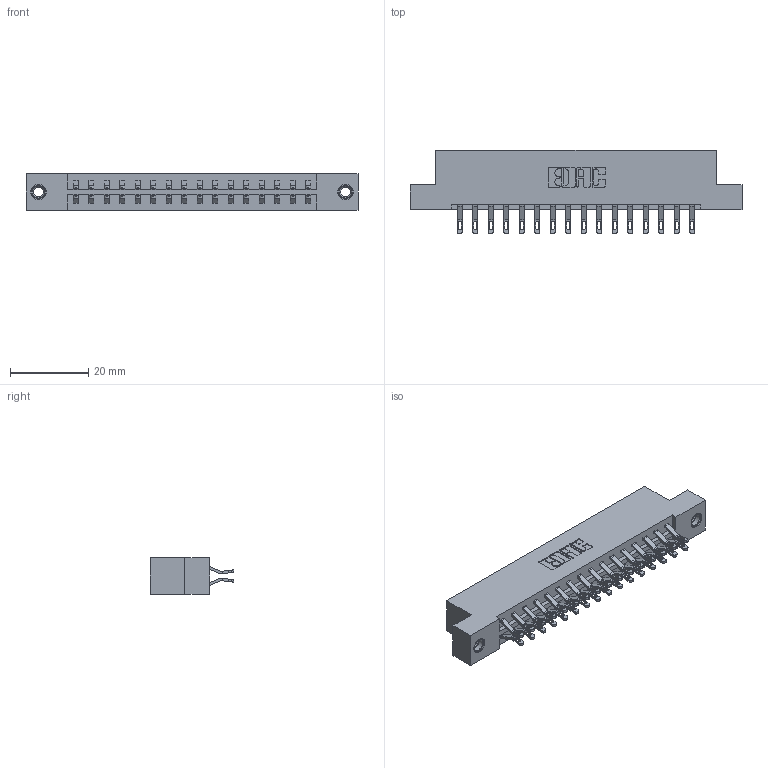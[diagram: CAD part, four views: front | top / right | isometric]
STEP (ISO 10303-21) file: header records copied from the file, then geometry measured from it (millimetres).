
FILE_DESCRIPTION (( 'STEP AP203' ), '1' );
FILE_NAME ('333-032-555-207.STEP', '2018-08-02T20:32:33', ( '' ), ( '' ), 'SwSTEP 2.0', 'SolidWorks 2016', '' );
FILE_SCHEMA (( 'CONFIG_CONTROL_DESIGN' ));
Length unit declared in the file: inch
Products named in the file (4): 333 Part_Flush - .156 Dia - TI; 345-292-001_555 Tail; 345-250-001_345-250-005-103; 333-032-555-207
Assembly tree (35 placements, depth 2):
  333-032-555-207
    333 Part_Flush - .156 Dia - TI
    345-292-001_555 Tail  x32
    345-250-001_345-250-005-103  x2
Bounding box: 84.94 x 21.47 x 9.4 mm (x, y, z)
Volume: 8507.8 mm3; surface area: 10160.2 mm2
Topology: 35 solids, 35 shells, 2030 faces, 6303 edges, 4194 vertices
Faces by surface type: plane 1190, cylinder 824, cone 12, torus 4
Entity records: 15168 total; most frequent: CARTESIAN_POINT 2563, ORIENTED_EDGE 2462, DIRECTION 2237, EDGE_CURVE 1231, LINE 1063, VECTOR 1063, VERTEX_POINT 816, AXIS2_PLACEMENT_3D 587
